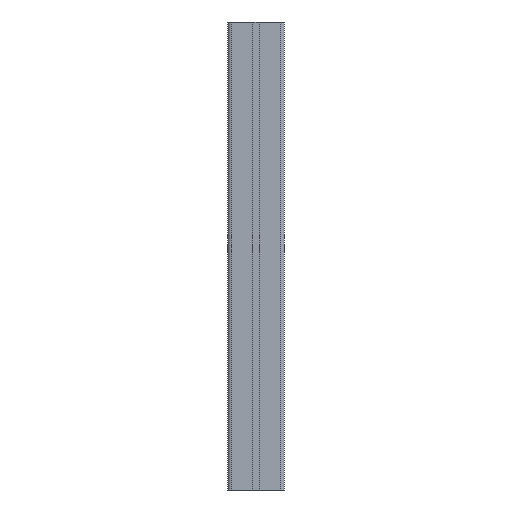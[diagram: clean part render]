
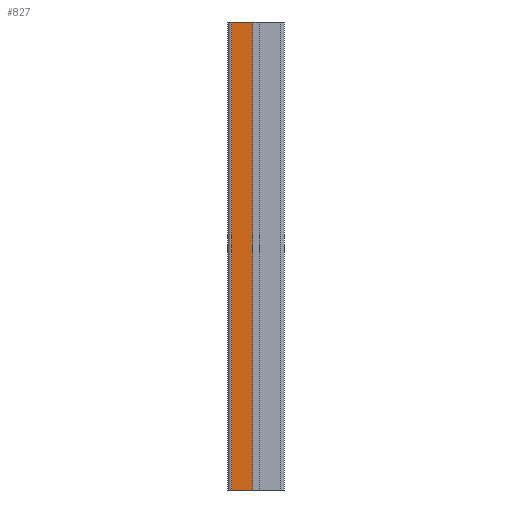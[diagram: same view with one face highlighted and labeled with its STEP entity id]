
A CAD part, left-side view. The second image highlights one B-rep face of the part: STEP entity #827.
In plain terms, the highlighted planar face has unit normal (-1, 0, 0).
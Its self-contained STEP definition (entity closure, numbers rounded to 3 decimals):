
#36=PLANE('',#922);
#70=FACE_OUTER_BOUND('',#120,.T.);
#120=EDGE_LOOP('',(#704,#705,#706,#707));
#172=LINE('',#1282,#262);
#185=LINE('',#1315,#275);
#216=LINE('',#1386,#306);
#217=LINE('',#1387,#307);
#262=VECTOR('',#1024,1000.);
#275=VECTOR('',#1049,1000.);
#306=VECTOR('',#1122,1000.);
#307=VECTOR('',#1123,1000.);
#397=VERTEX_POINT('',#1279);
#398=VERTEX_POINT('',#1281);
#411=VERTEX_POINT('',#1312);
#412=VERTEX_POINT('',#1314);
#479=EDGE_CURVE('',#397,#398,#172,.T.);
#497=EDGE_CURVE('',#412,#411,#185,.T.);
#536=EDGE_CURVE('',#397,#412,#216,.T.);
#537=EDGE_CURVE('',#398,#411,#217,.T.);
#704=ORIENTED_EDGE('',*,*,#479,.F.);
#705=ORIENTED_EDGE('',*,*,#536,.T.);
#706=ORIENTED_EDGE('',*,*,#497,.T.);
#707=ORIENTED_EDGE('',*,*,#537,.F.);
#827=ADVANCED_FACE('',(#70),#36,.F.);
#922=AXIS2_PLACEMENT_3D('',#1385,#1120,#1121);
#1024=DIRECTION('',(0.,-1.,0.));
#1049=DIRECTION('',(0.,-1.,0.));
#1120=DIRECTION('center_axis',(1.,0.,0.));
#1121=DIRECTION('ref_axis',(0.,1.,0.));
#1122=DIRECTION('',(0.,0.,-1.));
#1123=DIRECTION('',(0.,0.,-1.));
#1279=CARTESIAN_POINT('',(-22.5,19.5,188.));
#1281=CARTESIAN_POINT('',(-22.5,2.5,188.));
#1282=CARTESIAN_POINT('',(-22.5,22.5,188.));
#1312=CARTESIAN_POINT('',(-22.5,2.5,-188.));
#1314=CARTESIAN_POINT('',(-22.5,19.5,-188.));
#1315=CARTESIAN_POINT('',(-22.5,22.5,-188.));
#1385=CARTESIAN_POINT('Origin',(-22.5,22.5,188.));
#1386=CARTESIAN_POINT('',(-22.5,19.5,188.));
#1387=CARTESIAN_POINT('',(-22.5,2.5,188.));
